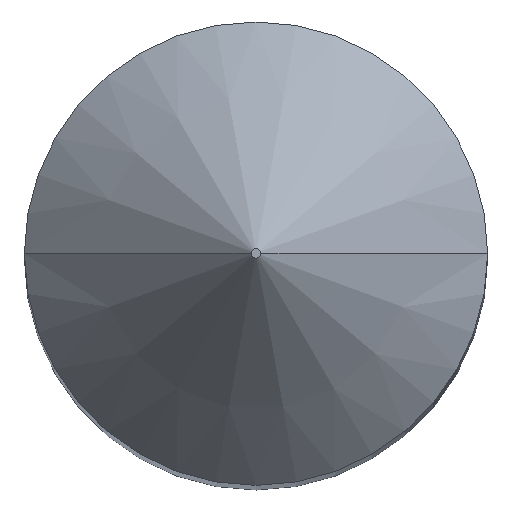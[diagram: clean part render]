
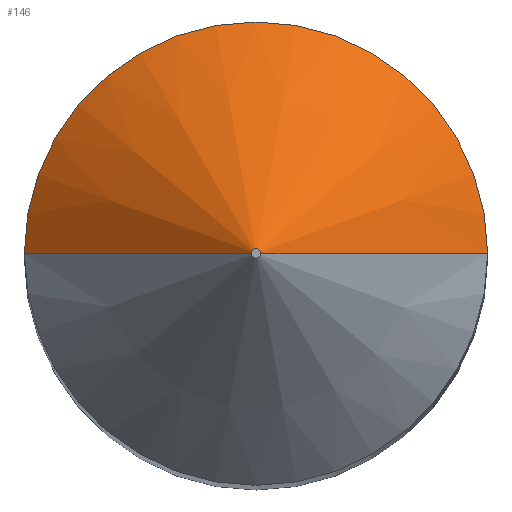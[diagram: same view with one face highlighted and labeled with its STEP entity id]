
A CAD part, top view. The second image highlights one B-rep face of the part: STEP entity #146.
In plain terms, the highlighted conical face has half-angle 45 degrees and reference radius 0.102 mm.
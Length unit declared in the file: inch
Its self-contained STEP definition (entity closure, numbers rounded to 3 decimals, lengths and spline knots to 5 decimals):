
#4 = EDGE_CURVE ( 'NONE', #18, #9, #83, .T. ) ;
#8 = AXIS2_PLACEMENT_3D ( 'NONE', #217, #41, #219 ) ;
#9 = VERTEX_POINT ( 'NONE', #198 ) ;
#18 = VERTEX_POINT ( 'NONE', #26 ) ;
#26 = CARTESIAN_POINT ( 'NONE',  ( -0.004, 0., 2.5 ) ) ;
#37 = CIRCLE ( 'NONE', #8, 0.1875 ) ;
#39 = EDGE_LOOP ( 'NONE', ( #240, #141, #102, #64 ) ) ;
#41 = DIRECTION ( 'NONE',  ( 0., 0., -1. ) ) ;
#43 = VERTEX_POINT ( 'NONE', #238 ) ;
#50 = CARTESIAN_POINT ( 'NONE',  ( 0., 0., 2.5 ) ) ;
#59 = VECTOR ( 'NONE', #163, 39.37008 ) ;
#64 = ORIENTED_EDGE ( 'NONE', *, *, #72, .F. ) ;
#72 = EDGE_CURVE ( 'NONE', #199, #43, #37, .T. ) ;
#82 = LINE ( 'NONE', #103, #59 ) ;
#83 = CIRCLE ( 'NONE', #168, 0.004 ) ;
#95 = EDGE_CURVE ( 'NONE', #9, #43, #82, .T. ) ;
#102 = ORIENTED_EDGE ( 'NONE', *, *, #95, .T. ) ;
#103 = CARTESIAN_POINT ( 'NONE',  ( 0.004, 0., 2.5 ) ) ;
#107 = DIRECTION ( 'NONE',  ( 0., 0., -1. ) ) ;
#124 = CARTESIAN_POINT ( 'NONE',  ( -0.1875, 0., 2.3165 ) ) ;
#141 = ORIENTED_EDGE ( 'NONE', *, *, #4, .T. ) ;
#144 = VECTOR ( 'NONE', #161, 39.37008 ) ;
#146 = ADVANCED_FACE ( 'NONE', ( #186 ), #193, .T. ) ;
#161 = DIRECTION ( 'NONE',  ( -0.707, 0., -0.707 ) ) ;
#163 = DIRECTION ( 'NONE',  ( 0.707, 0., -0.707 ) ) ;
#168 = AXIS2_PLACEMENT_3D ( 'NONE', #177, #218, #216 ) ;
#177 = CARTESIAN_POINT ( 'NONE',  ( 0., 0., 2.5 ) ) ;
#186 = FACE_OUTER_BOUND ( 'NONE', #39, .T. ) ;
#193 = CONICAL_SURFACE ( 'NONE', #227, 0.004, 0.785 ) ;
#194 = EDGE_CURVE ( 'NONE', #18, #199, #242, .T. ) ;
#198 = CARTESIAN_POINT ( 'NONE',  ( 0.004, 0., 2.5 ) ) ;
#199 = VERTEX_POINT ( 'NONE', #124 ) ;
#208 = CARTESIAN_POINT ( 'NONE',  ( -0.004, 0., 2.5 ) ) ;
#210 = DIRECTION ( 'NONE',  ( 1., 0., 0. ) ) ;
#216 = DIRECTION ( 'NONE',  ( -1., 0., 0. ) ) ;
#217 = CARTESIAN_POINT ( 'NONE',  ( 0., 0., 2.3165 ) ) ;
#218 = DIRECTION ( 'NONE',  ( 0., 0., -1. ) ) ;
#219 = DIRECTION ( 'NONE',  ( -1., 0., 0. ) ) ;
#227 = AXIS2_PLACEMENT_3D ( 'NONE', #50, #107, #210 ) ;
#238 = CARTESIAN_POINT ( 'NONE',  ( 0.1875, 0., 2.3165 ) ) ;
#240 = ORIENTED_EDGE ( 'NONE', *, *, #194, .F. ) ;
#242 = LINE ( 'NONE', #208, #144 ) ;
